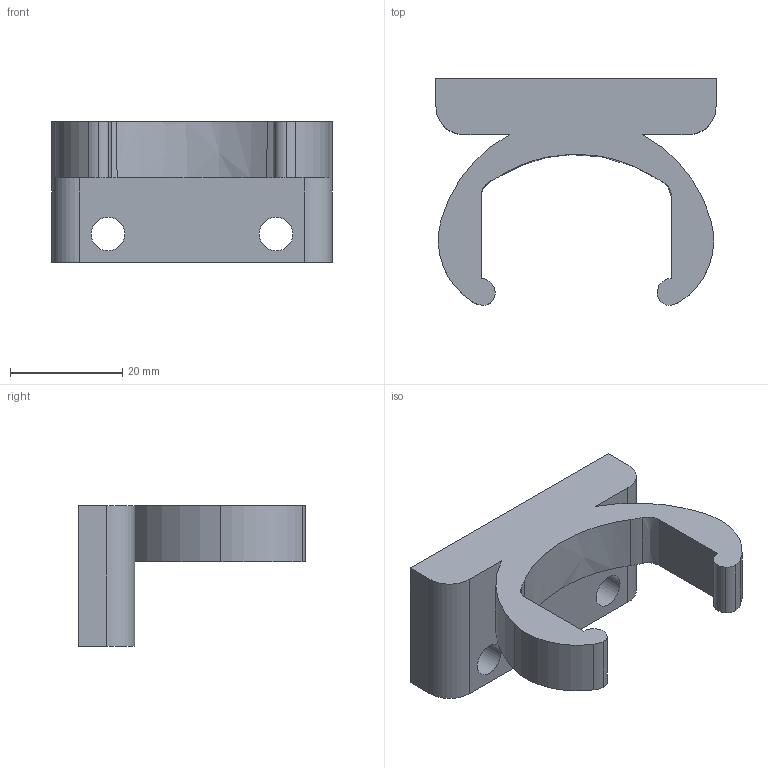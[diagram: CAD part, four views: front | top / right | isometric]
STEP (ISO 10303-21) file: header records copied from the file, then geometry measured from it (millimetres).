
FILE_DESCRIPTION(/* description */ (''),/* implementation_level */ '2;1');
FILE_NAME(/* name */ 'steam cleaner bottom support.step',/* time_stamp */ '2020-08-31T14:26:22+02:00',/* author */ (''),/* organization */ (''),/* preprocessor_version */ 'ST-DEVELOPER v18.1',/* originating_system */ 'Autodesk Translation Framework v9.3.0.1241',/* authorisation */ '');
FILE_SCHEMA (('AUTOMOTIVE_DESIGN { 1 0 10303 214 3 1 1 }'));
Length unit declared in the file: millimetre
Products named in the file (1): crochet vacuum cleaner
Bounding box: 50 x 40.45 x 25 mm (x, y, z)
Volume: 16377.2 mm3; surface area: 6450.1 mm2
Topology: 1 solids, 1 shells, 28 faces, 78 edges, 52 vertices
Faces by surface type: cylinder 14, plane 9, bspline 5
Full cylindrical faces by diameter (mm): 6 x2
Entity records: 1195 total; most frequent: CARTESIAN_POINT 432, ORIENTED_EDGE 156, DIRECTION 146, EDGE_CURVE 78, AXIS2_PLACEMENT_3D 56, VERTEX_POINT 52, LINE 34, VECTOR 34
